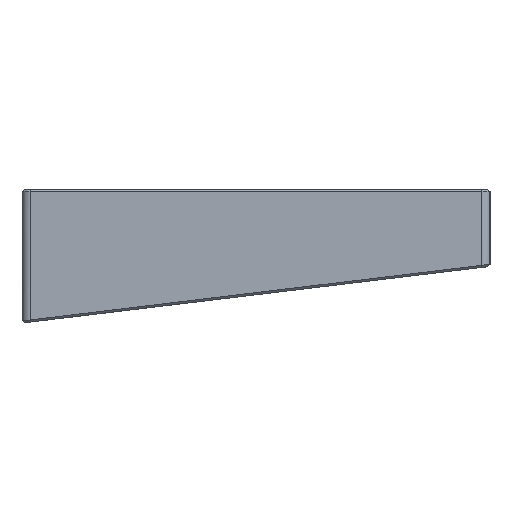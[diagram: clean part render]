
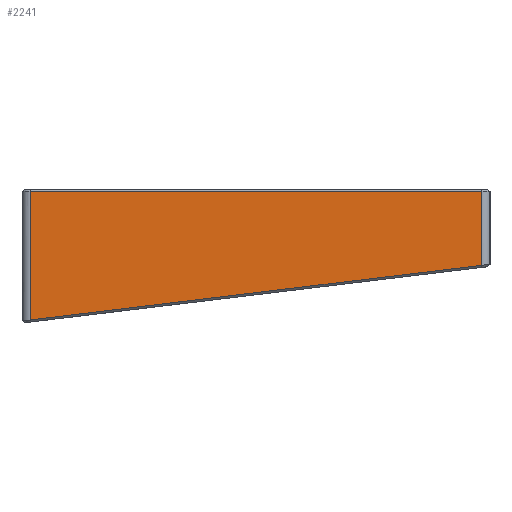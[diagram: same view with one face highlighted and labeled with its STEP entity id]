
A CAD part, left-side view. The second image highlights one B-rep face of the part: STEP entity #2241.
In plain terms, the highlighted planar face has unit normal (-1, 0, 0).
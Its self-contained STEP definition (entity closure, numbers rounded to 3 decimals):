
#28=B_SPLINE_CURVE_WITH_KNOTS('',3,(#3524,#3525,#3526,#3527),
 .UNSPECIFIED.,.F.,.F.,(4,4),(1.541,1.571),
 .UNSPECIFIED.);
#263=FACE_OUTER_BOUND('',#402,.T.);
#402=EDGE_LOOP('',(#1723,#1724,#1725,#1726,#1727));
#534=LINE('',#3503,#750);
#536=LINE('',#3558,#752);
#594=LINE('',#3723,#810);
#596=LINE('',#3727,#812);
#750=VECTOR('',#2650,10.);
#752=VECTOR('',#2658,10.);
#810=VECTOR('',#2808,10.);
#812=VECTOR('',#2814,10.);
#962=VERTEX_POINT('',#3458);
#964=VERTEX_POINT('',#3496);
#967=VERTEX_POINT('',#3501);
#969=VERTEX_POINT('',#3557);
#1030=VERTEX_POINT('',#3718);
#1200=EDGE_CURVE('',#967,#964,#534,.T.);
#1202=EDGE_CURVE('',#962,#967,#28,.T.);
#1207=EDGE_CURVE('',#964,#969,#536,.T.);
#1290=EDGE_CURVE('',#969,#1030,#594,.T.);
#1292=EDGE_CURVE('',#1030,#962,#596,.T.);
#1723=ORIENTED_EDGE('',*,*,#1202,.F.);
#1724=ORIENTED_EDGE('',*,*,#1292,.F.);
#1725=ORIENTED_EDGE('',*,*,#1290,.F.);
#1726=ORIENTED_EDGE('',*,*,#1207,.F.);
#1727=ORIENTED_EDGE('',*,*,#1200,.F.);
#2152=PLANE('',#2403);
#2241=ADVANCED_FACE('',(#263),#2152,.F.);
#2403=AXIS2_PLACEMENT_3D('',#3728,#2815,#2816);
#2650=DIRECTION('',(0.,0.993,-0.12));
#2658=DIRECTION('',(0.,0.,1.));
#2808=DIRECTION('',(0.,-1.,0.));
#2814=DIRECTION('',(0.,0.,-1.));
#2815=DIRECTION('center_axis',(1.,0.,0.));
#2816=DIRECTION('ref_axis',(0.,0.,-1.));
#3458=CARTESIAN_POINT('',(-146.85,-53.1,12.136));
#3496=CARTESIAN_POINT('',(-146.85,53.6,-0.776));
#3501=CARTESIAN_POINT('',(-146.85,-53.04,12.129));
#3503=CARTESIAN_POINT('',(-146.85,21.796,3.073));
#3524=CARTESIAN_POINT('Ctrl Pts',(-146.85,-53.1,12.136));
#3525=CARTESIAN_POINT('Ctrl Pts',(-146.85,-53.08,12.134));
#3526=CARTESIAN_POINT('Ctrl Pts',(-146.85,-53.06,12.131));
#3527=CARTESIAN_POINT('Ctrl Pts',(-146.85,-53.04,12.129));
#3557=CARTESIAN_POINT('',(-146.85,53.6,29.647));
#3558=CARTESIAN_POINT('',(-146.85,53.6,7.536));
#3718=CARTESIAN_POINT('',(-146.85,-53.1,29.647));
#3723=CARTESIAN_POINT('',(-146.85,-25.8,29.647));
#3727=CARTESIAN_POINT('',(-146.85,-53.1,10.431));
#3728=CARTESIAN_POINT('Origin',(-146.85,0.,-0.002));
